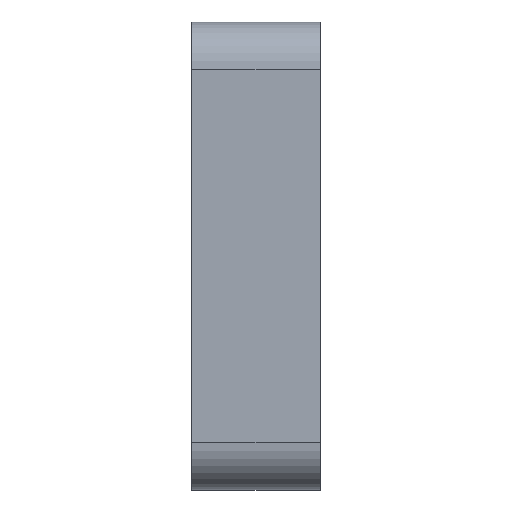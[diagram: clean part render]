
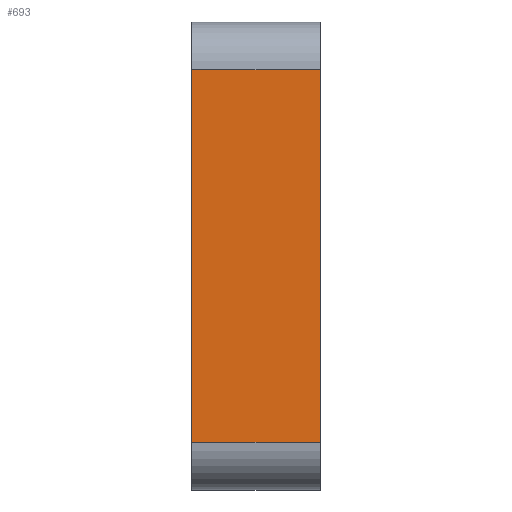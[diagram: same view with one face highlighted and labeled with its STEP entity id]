
A CAD part, left-side view. The second image highlights one B-rep face of the part: STEP entity #693.
In plain terms, the highlighted planar face has unit normal (-1, 0, 0).
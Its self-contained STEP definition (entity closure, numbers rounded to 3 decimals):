
#54 = CARTESIAN_POINT ( 'NONE',  ( -2., 13.5, -42.25 ) ) ;
#139 = LINE ( 'NONE', #792, #440 ) ;
#413 = VERTEX_POINT ( 'NONE', #1281 ) ;
#440 = VECTOR ( 'NONE', #1361, 1000. ) ;
#512 = VECTOR ( 'NONE', #1977, 1000. ) ;
#527 = DIRECTION ( 'NONE',  ( 0., -1., 0. ) ) ;
#552 = EDGE_CURVE ( 'NONE', #3077, #3541, #2527, .T. ) ;
#600 = ORIENTED_EDGE ( 'NONE', *, *, #3057, .F. ) ;
#693 = ADVANCED_FACE ( 'NONE', ( #3298 ), #2646, .F. ) ;
#792 = CARTESIAN_POINT ( 'NONE',  ( -2., -12.906, -42.25 ) ) ;
#800 = ORIENTED_EDGE ( 'NONE', *, *, #2791, .T. ) ;
#1156 = ORIENTED_EDGE ( 'NONE', *, *, #3874, .F. ) ;
#1281 = CARTESIAN_POINT ( 'NONE',  ( -2., 0., -42.25 ) ) ;
#1361 = DIRECTION ( 'NONE',  ( 0., 1., 0. ) ) ;
#1594 = LINE ( 'NONE', #3767, #1824 ) ;
#1599 = AXIS2_PLACEMENT_3D ( 'NONE', #3862, #2979, #3842 ) ;
#1824 = VECTOR ( 'NONE', #2538, 1000. ) ;
#1926 = CARTESIAN_POINT ( 'NONE',  ( -2., 13.5, -3. ) ) ;
#1946 = EDGE_LOOP ( 'NONE', ( #800, #600, #1989, #1156 ) ) ;
#1977 = DIRECTION ( 'NONE',  ( 0., 0., 1. ) ) ;
#1989 = ORIENTED_EDGE ( 'NONE', *, *, #552, .F. ) ;
#2031 = CARTESIAN_POINT ( 'NONE',  ( -2., 13.5, -3. ) ) ;
#2527 = LINE ( 'NONE', #2827, #512 ) ;
#2538 = DIRECTION ( 'NONE',  ( 0., 0., 1. ) ) ;
#2599 = VERTEX_POINT ( 'NONE', #3534 ) ;
#2646 = PLANE ( 'NONE',  #1599 ) ;
#2791 = EDGE_CURVE ( 'NONE', #413, #2599, #1594, .T. ) ;
#2827 = CARTESIAN_POINT ( 'NONE',  ( -2., 13.5, -40.5 ) ) ;
#2973 = VECTOR ( 'NONE', #527, 1000. ) ;
#2979 = DIRECTION ( 'NONE',  ( 1., 0., 0. ) ) ;
#3057 = EDGE_CURVE ( 'NONE', #3541, #2599, #3852, .T. ) ;
#3077 = VERTEX_POINT ( 'NONE', #54 ) ;
#3298 = FACE_OUTER_BOUND ( 'NONE', #1946, .T. ) ;
#3534 = CARTESIAN_POINT ( 'NONE',  ( -2., 0., -3. ) ) ;
#3541 = VERTEX_POINT ( 'NONE', #1926 ) ;
#3767 = CARTESIAN_POINT ( 'NONE',  ( -2., 0., -40.5 ) ) ;
#3842 = DIRECTION ( 'NONE',  ( 0., 0., -1. ) ) ;
#3852 = LINE ( 'NONE', #2031, #2973 ) ;
#3862 = CARTESIAN_POINT ( 'NONE',  ( -2., 13.5, -40.5 ) ) ;
#3874 = EDGE_CURVE ( 'NONE', #413, #3077, #139, .T. ) ;
